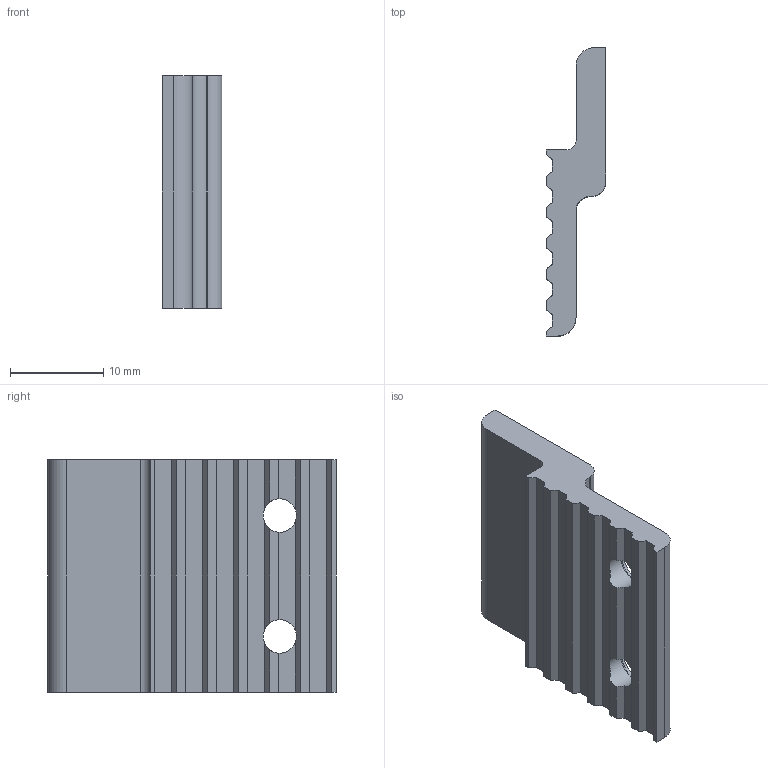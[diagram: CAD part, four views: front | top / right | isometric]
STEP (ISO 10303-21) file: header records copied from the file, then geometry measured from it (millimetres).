
FILE_DESCRIPTION(('Open CASCADE Model'),'2;1');
FILE_NAME('Open CASCADE Shape Model','2024-11-14T12:57:14',('Author'),( 'Open CASCADE'),'Open CASCADE STEP processor 7.7','Open CASCADE 7.7' ,'Unknown');
FILE_SCHEMA(('AUTOMOTIVE_DESIGN { 1 0 10303 214 1 1 1 1 }'));
Length unit declared in the file: millimetre
Products named in the file (1): COMPOUND
Bounding box: 6.4 x 31 x 25 mm (x, y, z)
Volume: 2603.5 mm3; surface area: 2102 mm2
Topology: 1 solids, 1 shells, 53 faces, 157 edges, 104 vertices
Faces by surface type: plane 42, cylinder 9, cone 2
Full cylindrical faces by diameter (mm): 3.6 x2, 4.5 x2
Entity records: 3894 total; most frequent: CARTESIAN_POINT 745, DIRECTION 595, LINE 381, VECTOR 381, ORIENTED_EDGE 314, PCURVE 314, DEFINITIONAL_REPRESENTATION 314, EDGE_CURVE 157
